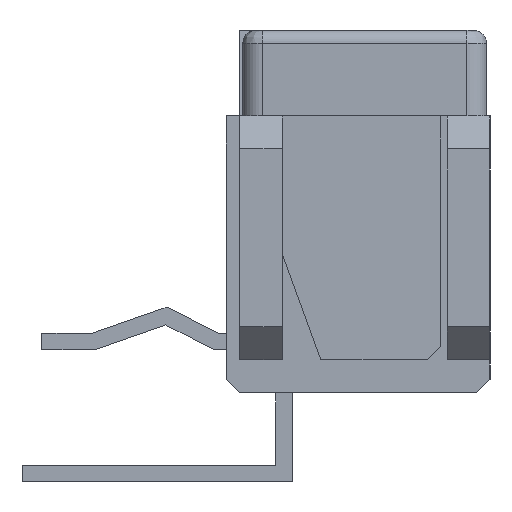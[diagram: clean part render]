
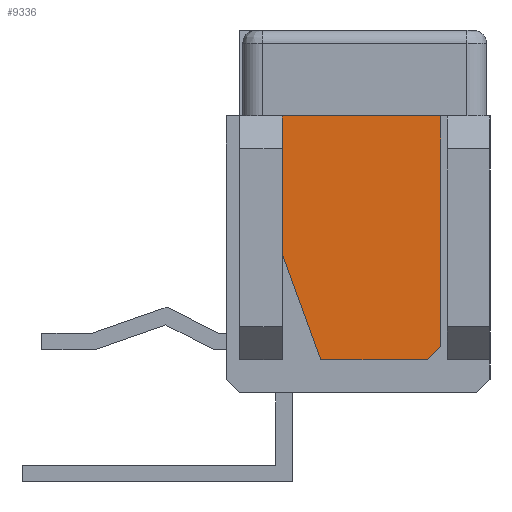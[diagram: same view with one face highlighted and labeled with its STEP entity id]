
A CAD part, left-side view. The second image highlights one B-rep face of the part: STEP entity #9336.
In plain terms, the highlighted planar face has unit normal (-1, 0, 0).
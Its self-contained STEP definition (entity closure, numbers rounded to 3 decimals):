
#3137=DIRECTION('',(0.,0.,1.));
#3138=VECTOR('',#3137,0.3);
#3139=CARTESIAN_POINT('',(-17.45,1.25,1.15));
#3140=LINE('400104',#3139,#3138);
#3141=DIRECTION('',(0.,-1.,0.));
#3142=VECTOR('',#3141,2.4);
#3143=CARTESIAN_POINT('',(-17.45,1.25,1.45));
#3144=LINE('399887',#3143,#3142);
#3145=DIRECTION('',(0.,0.,-1.));
#3146=VECTOR('',#3145,3.5);
#3147=CARTESIAN_POINT('',(-17.45,-1.15,1.45));
#3148=LINE('399895',#3147,#3146);
#3149=DIRECTION('',(0.,-0.707,0.707));
#3150=VECTOR('',#3149,0.283);
#3151=CARTESIAN_POINT('',(-17.45,-0.95,-2.25));
#3152=LINE('399899',#3151,#3150);
#3153=DIRECTION('',(0.,-0.342,-0.94));
#3154=VECTOR('',#3153,1.703);
#3155=CARTESIAN_POINT('',(-17.45,1.25,-0.65));
#3156=LINE('400103',#3155,#3154);
#3173=DIRECTION('',(0.,0.,-1.));
#3174=VECTOR('',#3173,1.8);
#3175=CARTESIAN_POINT('',(-17.45,1.25,1.15));
#3176=LINE('400079',#3175,#3174);
#3181=DIRECTION('',(0.,-1.,0.));
#3182=VECTOR('',#3181,1.618);
#3183=CARTESIAN_POINT('',(-17.45,0.668,-2.25));
#3184=LINE('399900',#3183,#3182);
#4349=CARTESIAN_POINT('',(-17.45,1.25,1.45));
#4350=CARTESIAN_POINT('',(-17.45,-1.15,1.45));
#4351=VERTEX_POINT('',#4349);
#4352=VERTEX_POINT('',#4350);
#4357=CARTESIAN_POINT('',(-17.45,-1.15,-2.05));
#4358=VERTEX_POINT('',#4357);
#4359=CARTESIAN_POINT('',(-17.45,-0.95,-2.25));
#4360=VERTEX_POINT('',#4359);
#4361=CARTESIAN_POINT('',(-17.45,0.668,-2.25));
#4362=VERTEX_POINT('',#4361);
#4493=CARTESIAN_POINT('',(-17.45,1.25,-0.65));
#4494=VERTEX_POINT('',#4493);
#4495=CARTESIAN_POINT('',(-17.45,1.25,1.15));
#4496=VERTEX_POINT('',#4495);
#9317=CARTESIAN_POINT('',(-17.45,0.05,-0.4));
#9318=DIRECTION('',(1.,0.,0.));
#9319=DIRECTION('',(0.,0.,-1.));
#9320=AXIS2_PLACEMENT_3D('',#9317,#9318,#9319);
#9321=PLANE('398895',#9320);
#9323=ORIENTED_EDGE('400079',*,*,#9322,.F.);
#9324=ORIENTED_EDGE('400104',*,*,#9312,.T.);
#9325=ORIENTED_EDGE('399887',*,*,#9001,.T.);
#9327=ORIENTED_EDGE('399895',*,*,#9326,.T.);
#9329=ORIENTED_EDGE('399899',*,*,#9328,.F.);
#9331=ORIENTED_EDGE('399900',*,*,#9330,.F.);
#9333=ORIENTED_EDGE('400103',*,*,#9332,.F.);
#9334=EDGE_LOOP('398895',(#9323,#9324,#9325,#9327,#9329,#9331,#9333));
#9335=FACE_OUTER_BOUND('398895',#9334,.F.);
#9336=ADVANCED_FACE('398895',(#9335),#9321,.F.);
#9001=EDGE_CURVE('399887',#4351,#4352,#3144,.T.);
#9312=EDGE_CURVE('400104',#4496,#4351,#3140,.T.);
#9322=EDGE_CURVE('400079',#4496,#4494,#3176,.T.);
#9326=EDGE_CURVE('399895',#4352,#4358,#3148,.T.);
#9328=EDGE_CURVE('399899',#4360,#4358,#3152,.T.);
#9330=EDGE_CURVE('399900',#4362,#4360,#3184,.T.);
#9332=EDGE_CURVE('400103',#4494,#4362,#3156,.T.);
